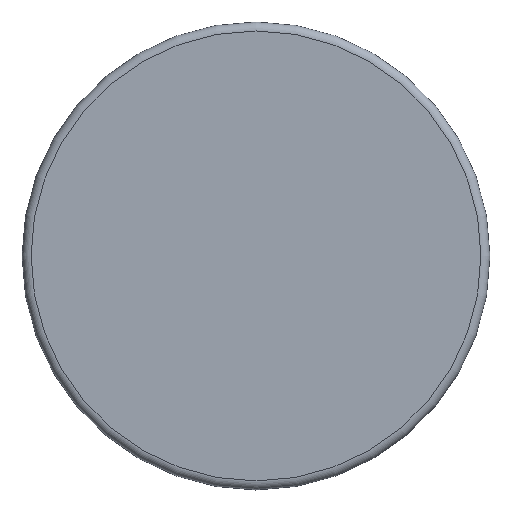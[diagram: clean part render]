
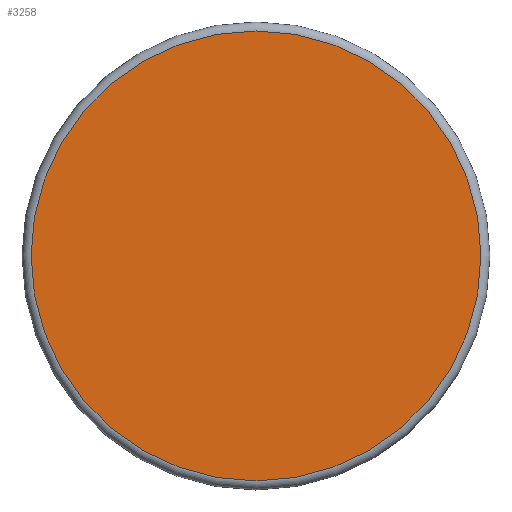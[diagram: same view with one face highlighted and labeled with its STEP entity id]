
A CAD part, top view. The second image highlights one B-rep face of the part: STEP entity #3258.
In plain terms, the highlighted planar face has unit normal (0, 0, 1).
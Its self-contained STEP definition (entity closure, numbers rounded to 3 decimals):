
#66 = TOROIDAL_SURFACE('',#67,50.,2.);
#67 = AXIS2_PLACEMENT_3D('',#68,#69,#70);
#68 = CARTESIAN_POINT('',(0.,0.,11.));
#69 = DIRECTION('',(0.,0.,1.));
#70 = DIRECTION('',(1.,0.,-0.));
#110 = VERTEX_POINT('',#111);
#111 = CARTESIAN_POINT('',(50.,0.,13.));
#133 = EDGE_CURVE('',#110,#110,#134,.T.);
#134 = SURFACE_CURVE('',#135,(#140,#147),.PCURVE_S1.);
#135 = CIRCLE('',#136,50.);
#136 = AXIS2_PLACEMENT_3D('',#137,#138,#139);
#137 = CARTESIAN_POINT('',(0.,0.,13.));
#138 = DIRECTION('',(0.,0.,1.));
#139 = DIRECTION('',(1.,0.,-0.));
#140 = PCURVE('',#66,#141);
#141 = DEFINITIONAL_REPRESENTATION('',(#142),#146);
#142 = LINE('',#143,#144);
#143 = CARTESIAN_POINT('',(0.,1.571));
#144 = VECTOR('',#145,1.);
#145 = DIRECTION('',(1.,0.));
#146 = ( GEOMETRIC_REPRESENTATION_CONTEXT(2) 
PARAMETRIC_REPRESENTATION_CONTEXT() REPRESENTATION_CONTEXT('2D SPACE',''
  ) );
#147 = PCURVE('',#148,#153);
#148 = PLANE('',#149);
#149 = AXIS2_PLACEMENT_3D('',#150,#151,#152);
#150 = CARTESIAN_POINT('',(0.,0.,13.));
#151 = DIRECTION('',(0.,0.,1.));
#152 = DIRECTION('',(1.,0.,0.));
#153 = DEFINITIONAL_REPRESENTATION('',(#154),#158);
#154 = CIRCLE('',#155,50.);
#155 = AXIS2_PLACEMENT_2D('',#156,#157);
#156 = CARTESIAN_POINT('',(0.,0.));
#157 = DIRECTION('',(1.,0.));
#158 = ( GEOMETRIC_REPRESENTATION_CONTEXT(2) 
PARAMETRIC_REPRESENTATION_CONTEXT() REPRESENTATION_CONTEXT('2D SPACE',''
  ) );
#3258 = ADVANCED_FACE('',(#3259),#148,.T.);
#3259 = FACE_BOUND('',#3260,.T.);
#3260 = EDGE_LOOP('',(#3261));
#3261 = ORIENTED_EDGE('',*,*,#133,.T.);
